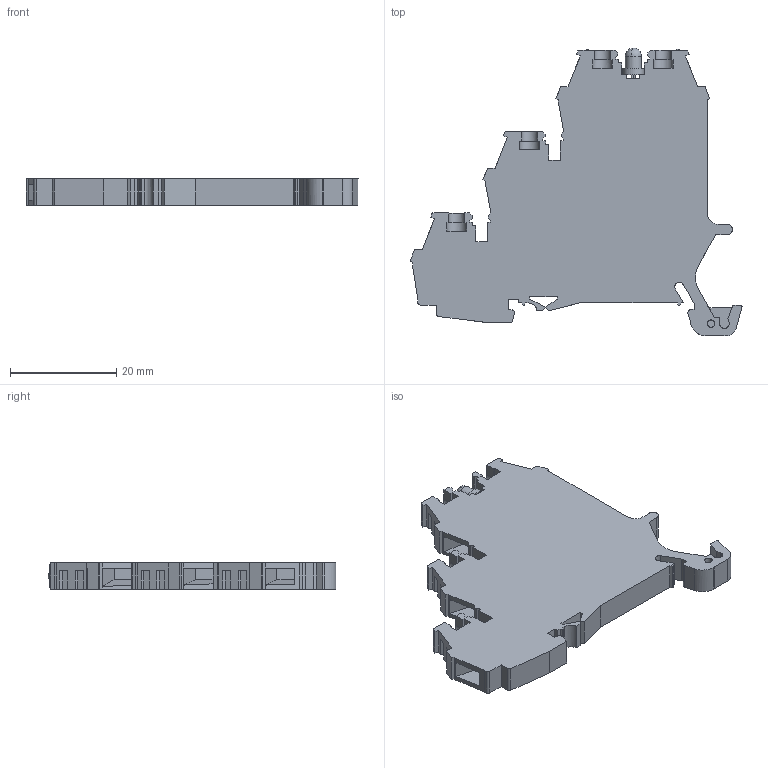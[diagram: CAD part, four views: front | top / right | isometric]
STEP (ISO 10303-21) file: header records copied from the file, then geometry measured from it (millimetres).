
FILE_DESCRIPTION (( 'STEP AP214' ), '1' );
FILE_NAME ('43505LN_DN-TL14SLN-A.STEP', '2014-05-22T12:47:58', ( '' ), ( '' ), 'SwSTEP 2.0', 'SolidWorks 2013', '' );
FILE_SCHEMA (( 'AUTOMOTIVE_DESIGN' ));
Length unit declared in the file: millimetre
Products named in the file (3): 43505LN_DN-TL14SLN-A; 43505_DN-TL14S-A; 20621
Assembly tree (2 placements, depth 2):
  43505LN_DN-TL14SLN-A
    43505_DN-TL14S-A
    20621
Bounding box: 62.39 x 54.1 x 5 mm (x, y, z)
Volume: 9098.6 mm3; surface area: 6247.7 mm2
Topology: 2 solids, 2 shells, 384 faces, 1063 edges, 692 vertices
Faces by surface type: plane 299, cylinder 67, torus 16, sphere 2
Entity records: 16783 total; most frequent: CARTESIAN_POINT 3751, ORIENTED_EDGE 2122, DIRECTION 1661, EDGE_CURVE 1061, LINE 709, VECTOR 709, VERTEX_POINT 692, AXIS2_PLACEMENT_3D 476
